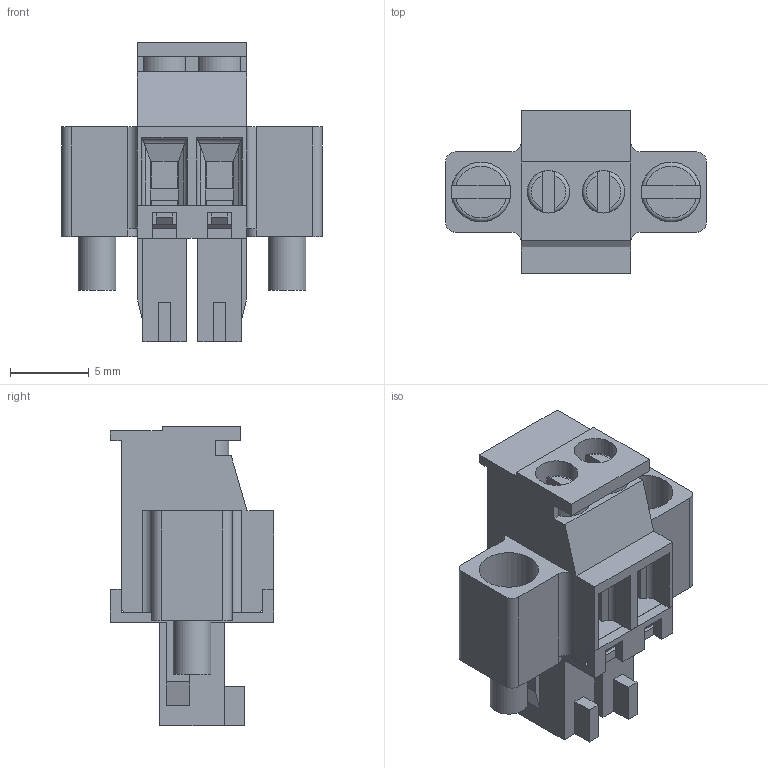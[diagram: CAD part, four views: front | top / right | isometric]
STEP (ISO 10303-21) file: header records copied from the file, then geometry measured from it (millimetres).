
FILE_DESCRIPTION( ( 'Unknown' ), '1' );
FILE_NAME( '691365110002.stp', 'Unknown', ( 'Quentin LAIDEBEUR' ), ( 'WE' ), 'PSStep 15.0.49', 'Sample-box', ' ' );
FILE_SCHEMA( ( 'AUTOMOTIVE_DESIGN { 1 0 10303 214 1 1 1 1 }' ) );
Length unit declared in the file: millimetre
Products named in the file (7): Assem1; 691367110002; 691367110002_Bas; 6913651100xx_Cage; 6913651100xx; 6913651100xx_VIS; 6913651100xx_VIS Flange
Assembly tree (10 placements, depth 2):
  Assem1
    691367110002
    691367110002_Bas
    6913651100xx_Cage  x2
    6913651100xx  x2
    6913651100xx_VIS  x2
    6913651100xx_VIS Flange  x2
Bounding box: 16.6 x 10.4 x 19.1 mm (x, y, z)
Volume: 843.4 mm3; surface area: 2760.7 mm2
Topology: 10 solids, 10 shells, 470 faces, 1256 edges, 806 vertices
Faces by surface type: plane 368, cylinder 88, torus 14
Full cylindrical faces by diameter (mm): 1.5 x2, 1.7 x2, 1.9 x4, 2.1 x2, 2.4 x2, 2.5 x2, 2.7 x4, 3.8 x4
Entity records: 14296 total; most frequent: CARTESIAN_POINT 2033, ORIENTED_EDGE 1926, DIRECTION 1836, EDGE_CURVE 963, LINE 812, VECTOR 812, VERTEX_POINT 629, AXIS2_PLACEMENT_3D 512
